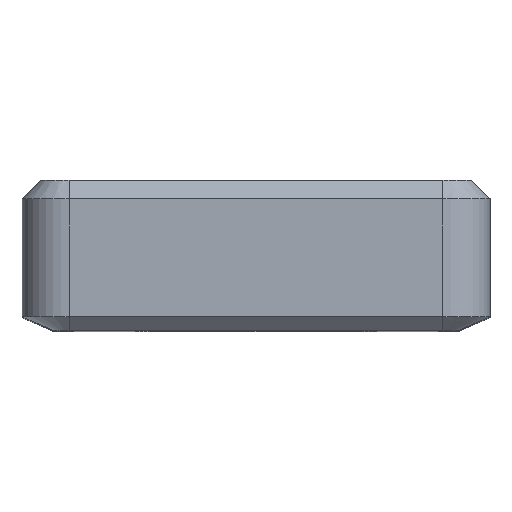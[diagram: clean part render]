
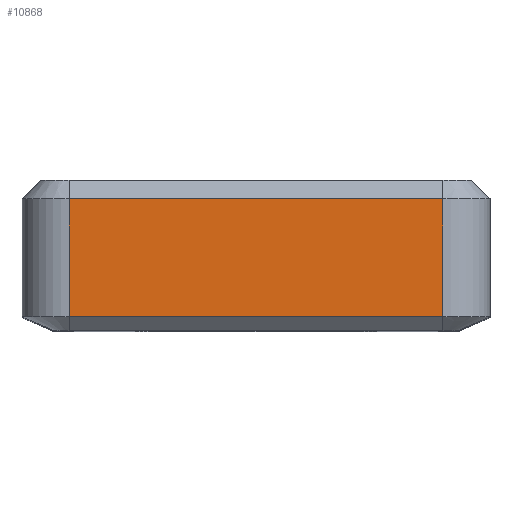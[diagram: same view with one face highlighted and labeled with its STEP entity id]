
A CAD part, top view. The second image highlights one B-rep face of the part: STEP entity #10868.
In plain terms, the highlighted planar face has unit normal (0, 0, 1).
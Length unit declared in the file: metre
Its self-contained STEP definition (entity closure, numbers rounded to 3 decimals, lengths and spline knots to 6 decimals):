
#113 = CARTESIAN_POINT ( 'NONE',  ( -0.01985, 0.0015, 0.041 ) ) ;
#467 = LINE ( 'NONE', #6354, #17022 ) ;
#977 = VECTOR ( 'NONE', #6552, 1. ) ;
#2520 = LINE ( 'NONE', #15548, #977 ) ;
#3323 = EDGE_CURVE ( 'NONE', #6817, #5978, #467, .T. ) ;
#3400 = DIRECTION ( 'NONE',  ( -1., 0., 0. ) ) ;
#3926 = LINE ( 'NONE', #4211, #7535 ) ;
#4211 = CARTESIAN_POINT ( 'NONE',  ( -0.01985, 0.016, 0.041 ) ) ;
#4719 = AXIS2_PLACEMENT_3D ( 'NONE', #10041, #19137, #10958 ) ;
#5265 = CARTESIAN_POINT ( 'NONE',  ( 0.01985, 0.014, 0.041 ) ) ;
#5864 = EDGE_CURVE ( 'NONE', #6817, #9511, #2520, .T. ) ;
#5978 = VERTEX_POINT ( 'NONE', #15385 ) ;
#6073 = EDGE_LOOP ( 'NONE', ( #18022, #17704, #9414, #8496 ) ) ;
#6354 = CARTESIAN_POINT ( 'NONE',  ( -0.01985, 0.014, 0.041 ) ) ;
#6552 = DIRECTION ( 'NONE',  ( 0., -1., 0. ) ) ;
#6817 = VERTEX_POINT ( 'NONE', #5265 ) ;
#7535 = VECTOR ( 'NONE', #11744, 1. ) ;
#7896 = CARTESIAN_POINT ( 'NONE',  ( 0.01985, 0.0015, 0.041 ) ) ;
#8389 = FACE_OUTER_BOUND ( 'NONE', #6073, .T. ) ;
#8496 = ORIENTED_EDGE ( 'NONE', *, *, #3323, .T. ) ;
#8839 = CARTESIAN_POINT ( 'NONE',  ( 0.01985, 0.0015, 0.041 ) ) ;
#8984 = VERTEX_POINT ( 'NONE', #113 ) ;
#9414 = ORIENTED_EDGE ( 'NONE', *, *, #5864, .F. ) ;
#9511 = VERTEX_POINT ( 'NONE', #7896 ) ;
#10041 = CARTESIAN_POINT ( 'NONE',  ( -0.01985, 0.016, 0.041 ) ) ;
#10868 = ADVANCED_FACE ( 'NONE', ( #8389 ), #18944, .F. ) ;
#10958 = DIRECTION ( 'NONE',  ( -1., 0., 0. ) ) ;
#11744 = DIRECTION ( 'NONE',  ( 0., -1., 0. ) ) ;
#11974 = DIRECTION ( 'NONE',  ( 1., 0., 0. ) ) ;
#12153 = LINE ( 'NONE', #8839, #19371 ) ;
#15385 = CARTESIAN_POINT ( 'NONE',  ( -0.01985, 0.014, 0.041 ) ) ;
#15548 = CARTESIAN_POINT ( 'NONE',  ( 0.01985, 0.016, 0.041 ) ) ;
#17022 = VECTOR ( 'NONE', #3400, 1. ) ;
#17330 = EDGE_CURVE ( 'NONE', #8984, #9511, #12153, .T. ) ;
#17693 = EDGE_CURVE ( 'NONE', #5978, #8984, #3926, .T. ) ;
#17704 = ORIENTED_EDGE ( 'NONE', *, *, #17330, .T. ) ;
#18022 = ORIENTED_EDGE ( 'NONE', *, *, #17693, .T. ) ;
#18944 = PLANE ( 'NONE',  #4719 ) ;
#19137 = DIRECTION ( 'NONE',  ( 0., 0., -1. ) ) ;
#19371 = VECTOR ( 'NONE', #11974, 1. ) ;
